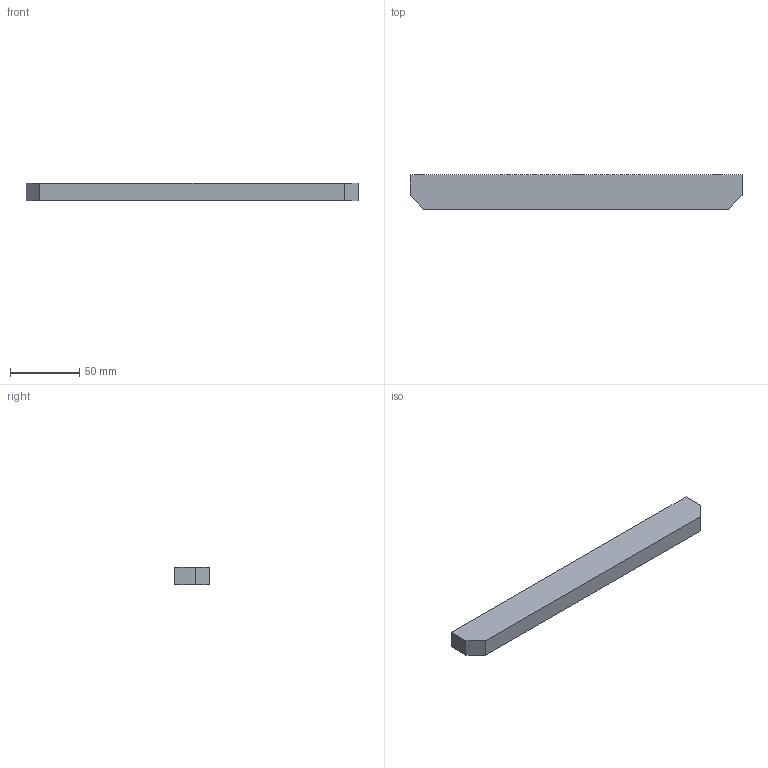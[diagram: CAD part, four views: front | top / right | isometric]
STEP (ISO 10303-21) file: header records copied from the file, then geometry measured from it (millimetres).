
FILE_DESCRIPTION(/* description */ (''),/* implementation_level */ '2;1');
FILE_NAME(/* name */ 'FAB-P0031- Bridge Brace.stp',/* time_stamp */ '2020-02-10T11:57:03+00:00',/* author */ ('whgu0532'),/* organization */ (''),/* preprocessor_version */ 'ST-DEVELOPER v18',/* originating_system */ 'Autodesk Inventor 2020',/* authorisation */ '');
FILE_SCHEMA (('AUTOMOTIVE_DESIGN { 1 0 10303 214 3 1 1 }'));
Length unit declared in the file: millimetre
Products named in the file (1): FAB-P0031- Bridge Brace
Bounding box: 240 x 25 x 12.7 mm (x, y, z)
Volume: 73899.2 mm3; surface area: 19160.1 mm2
Topology: 1 solids, 1 shells, 17 faces, 48 edges, 33 vertices
Faces by surface type: plane 8, cone 6, cylinder 3
Full cylindrical faces by diameter (mm): 4.917 x3
Entity records: 590 total; most frequent: DIRECTION 99, CARTESIAN_POINT 96, ORIENTED_EDGE 90, EDGE_CURVE 45, AXIS2_PLACEMENT_3D 36, VERTEX_POINT 33, LINE 27, VECTOR 27
